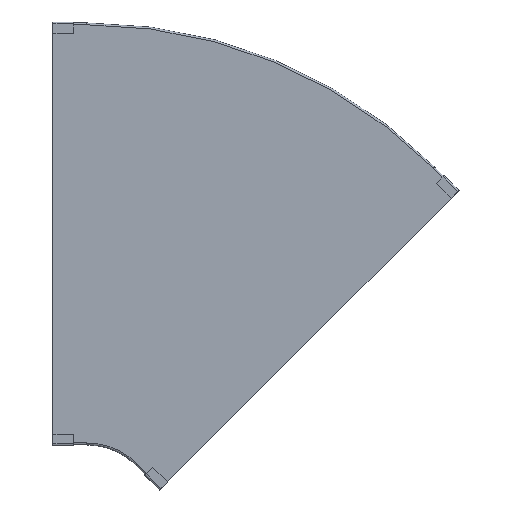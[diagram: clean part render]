
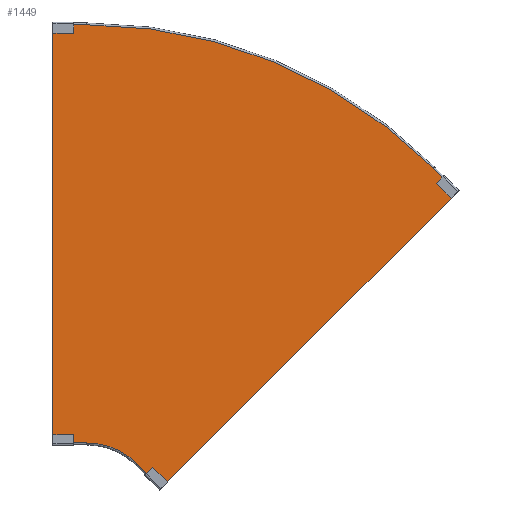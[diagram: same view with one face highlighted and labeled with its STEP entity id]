
A CAD part, top view. The second image highlights one B-rep face of the part: STEP entity #1449.
In plain terms, the highlighted planar face has unit normal (0, 0, 1).
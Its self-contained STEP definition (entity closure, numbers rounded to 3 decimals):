
#77=CIRCLE('',#1571,102.75);
#83=CIRCLE('',#1579,701.147);
#199=FACE_OUTER_BOUND('',#281,.T.);
#281=EDGE_LOOP('',(#1272,#1273,#1274,#1275,#1276,#1277,#1278,#1279));
#392=LINE('',#2354,#532);
#396=LINE('',#2390,#536);
#406=LINE('',#2414,#546);
#418=LINE('',#2450,#558);
#419=LINE('',#2452,#559);
#420=LINE('',#2453,#560);
#532=VECTOR('',#1912,1.);
#536=VECTOR('',#1954,1.);
#546=VECTOR('',#1976,1.);
#558=VECTOR('',#2016,1.);
#559=VECTOR('',#2017,1.);
#560=VECTOR('',#2018,1.);
#668=VERTEX_POINT('',#2350);
#669=VERTEX_POINT('',#2352);
#674=VERTEX_POINT('',#2368);
#678=VERTEX_POINT('',#2379);
#680=VERTEX_POINT('',#2383);
#682=VERTEX_POINT('',#2388);
#700=VERTEX_POINT('',#2449);
#701=VERTEX_POINT('',#2451);
#850=EDGE_CURVE('',#669,#668,#392,.T.);
#858=EDGE_CURVE('',#669,#674,#77,.T.);
#865=EDGE_CURVE('',#680,#678,#83,.T.);
#867=EDGE_CURVE('',#680,#682,#396,.T.);
#879=EDGE_CURVE('',#682,#668,#406,.T.);
#898=EDGE_CURVE('',#674,#700,#418,.T.);
#899=EDGE_CURVE('',#700,#701,#419,.T.);
#900=EDGE_CURVE('',#678,#701,#420,.T.);
#1272=ORIENTED_EDGE('',*,*,#898,.T.);
#1273=ORIENTED_EDGE('',*,*,#899,.T.);
#1274=ORIENTED_EDGE('',*,*,#900,.F.);
#1275=ORIENTED_EDGE('',*,*,#865,.F.);
#1276=ORIENTED_EDGE('',*,*,#867,.T.);
#1277=ORIENTED_EDGE('',*,*,#879,.T.);
#1278=ORIENTED_EDGE('',*,*,#850,.F.);
#1279=ORIENTED_EDGE('',*,*,#858,.T.);
#1371=PLANE('',#1601);
#1449=ADVANCED_FACE('',(#199),#1371,.T.);
#1571=AXIS2_PLACEMENT_3D('',#2371,#1931,#1932);
#1579=AXIS2_PLACEMENT_3D('',#2385,#1948,#1949);
#1601=AXIS2_PLACEMENT_3D('',#2448,#2014,#2015);
#1912=DIRECTION('',(-1.,0.,0.));
#1931=DIRECTION('center_axis',(0.,0.,-1.));
#1932=DIRECTION('ref_axis',(0.,1.,0.));
#1948=DIRECTION('center_axis',(0.,0.,-1.));
#1949=DIRECTION('ref_axis',(0.,1.,0.));
#1954=DIRECTION('',(-1.,0.,0.));
#1976=DIRECTION('',(0.,-1.,0.));
#2014=DIRECTION('center_axis',(0.,0.,
1.));
#2015=DIRECTION('ref_axis',(-0.707,0.707,0.));
#2016=DIRECTION('',(0.707,-0.707,0.));
#2017=DIRECTION('',(0.707,0.707,0.));
#2018=DIRECTION('',(0.707,-0.707,0.));
#2350=CARTESIAN_POINT('',(-5.583,5.549,18.503));
#2352=CARTESIAN_POINT('',(42.967,5.549,18.503));
#2354=CARTESIAN_POINT('',(42.967,5.549,18.503));
#2368=CARTESIAN_POINT('',(115.623,-24.546,18.503));
#2371=CARTESIAN_POINT('Origin',(42.967,-97.201,18.503));
#2379=CARTESIAN_POINT('',(538.753,398.585,18.503));
#2383=CARTESIAN_POINT('',(42.967,603.946,18.503));
#2385=CARTESIAN_POINT('Origin',(42.967,-97.201,18.503));
#2388=CARTESIAN_POINT('',(-5.583,603.946,18.503));
#2390=CARTESIAN_POINT('',(42.967,603.946,18.503));
#2414=CARTESIAN_POINT('',(-5.583,155.148,18.503));
#2448=CARTESIAN_POINT('Origin',(-29.688,-24.546,18.503));
#2449=CARTESIAN_POINT('',(149.954,-58.877,18.503));
#2450=CARTESIAN_POINT('',(115.623,-24.546,18.503));
#2451=CARTESIAN_POINT('',(573.084,364.254,18.503));
#2452=CARTESIAN_POINT('',(219.409,10.578,18.503));
#2453=CARTESIAN_POINT('',(538.753,398.585,18.503));
